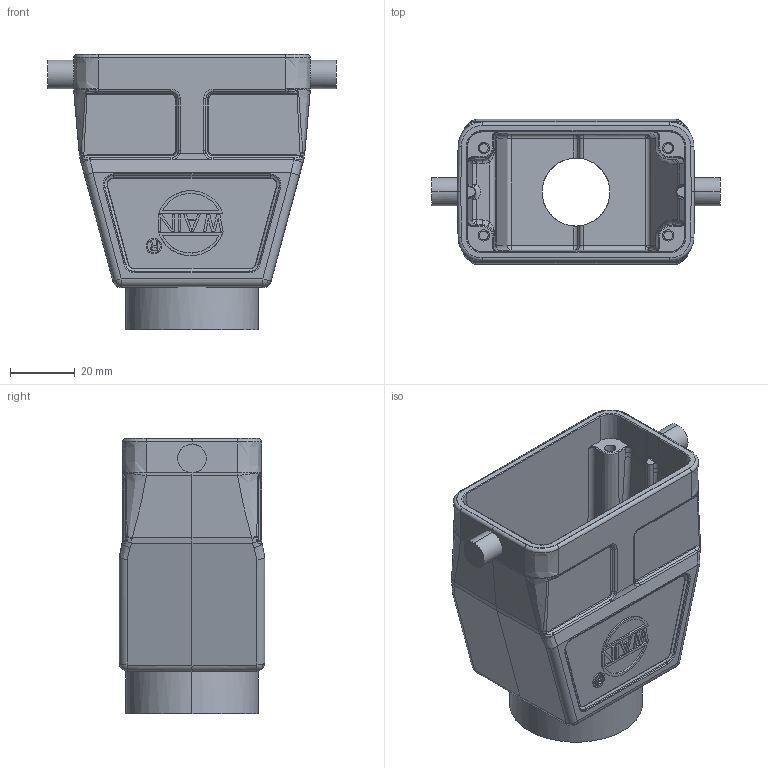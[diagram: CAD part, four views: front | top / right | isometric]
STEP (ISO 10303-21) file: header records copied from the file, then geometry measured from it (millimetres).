
FILE_DESCRIPTION((''),'2;1');
FILE_NAME('3D_1110104155003_H10B-TEH-2B-M2','2020-09-28T',('f.li'),(''),'PRO/ENGINEER BY PARAMETRIC TECHNOLOGY CORPORATION, 2012480','PRO/ENGINEER BY PARAMETRIC TECHNOLOGY CORPORATION, 2012480','');
FILE_SCHEMA(('CONFIG_CONTROL_DESIGN'));
Length unit declared in the file: millimetre
Products named in the file (1): 3D_1110104155003_H10B-TEH-2B-M2
Bounding box: 89.2 x 45 x 85.1 mm (x, y, z)
Volume: 74114.1 mm3; surface area: 35458.6 mm2
Topology: 1 solids, 1 shells, 722 faces, 1751 edges, 1052 vertices
Faces by surface type: plane 273, cylinder 182, bspline 157, torus 57, cone 25, sphere 20, extrusion 8
Entity records: 27671 total; most frequent: CARTESIAN_POINT 12129, ORIENTED_EDGE 3470, DIRECTION 2826, EDGE_CURVE 1735, VERTEX_POINT 1052, AXIS2_PLACEMENT_3D 985, VECTOR 856, LINE 848
